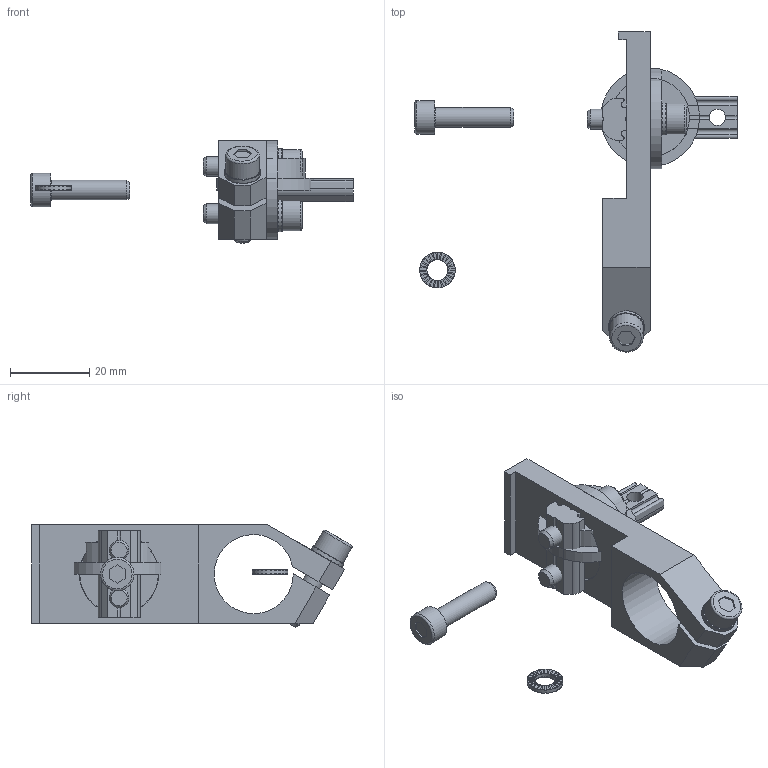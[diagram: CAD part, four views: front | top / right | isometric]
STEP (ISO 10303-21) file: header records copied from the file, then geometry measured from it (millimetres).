
FILE_DESCRIPTION( ( 'Unknown' ), '1' );
FILE_NAME( 'CA.WST.20.JU.stp', 'Unknown', ( 'Unknown' ), ( 'Unknown' ), 'PSStep 13.0', 'Unknown', ' ' );
FILE_SCHEMA( ( 'AUTOMOTIVE_DESIGN { 1 0 10303 214 1 1 1 1 }' ) );
Length unit declared in the file: millimetre
Products named in the file (6): Assem1; WST.20.1; CA.GWP.5.12; R.5.SCH; V-tcei M  5 x 20; WST.20.JU
Bounding box: 81.5 x 81 x 25.97 mm (x, y, z)
Volume: 28321 mm3; surface area: 19364.5 mm2
Topology: 10 solids, 14 shells, 948 faces, 2762 edges, 1832 vertices
Faces by surface type: plane 876, cylinder 60, torus 8, cone 4
Full cylindrical faces by diameter (mm): 4.134 x6, 5 x4, 5.2 x4, 5.3 x4, 5.5 x2, 8.5 x4, 9 x4, 19.9 x2, 20.1 x2, 25 x2
Entity records: 10758 total; most frequent: CARTESIAN_POINT 1599, DIRECTION 1528, ORIENTED_EDGE 1494, EDGE_CURVE 747, AXIS2_PLACEMENT_3D 514, VERTEX_POINT 505, LINE 500, VECTOR 500
